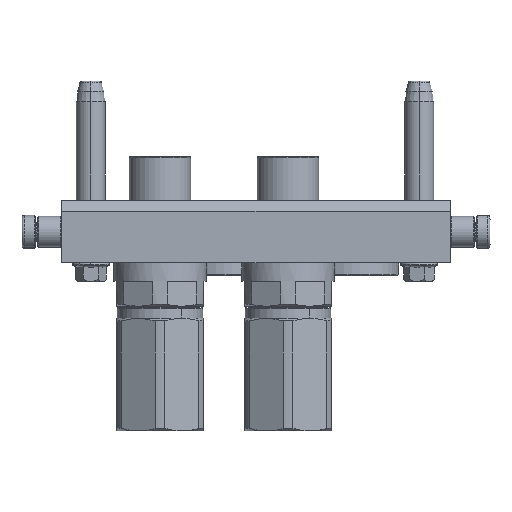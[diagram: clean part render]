
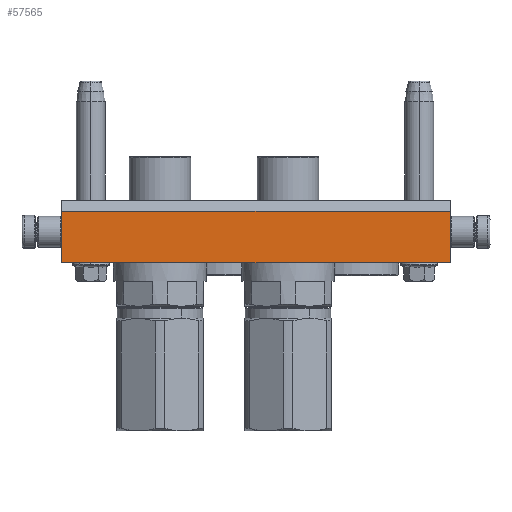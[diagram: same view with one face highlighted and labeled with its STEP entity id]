
A CAD part, left-side view. The second image highlights one B-rep face of the part: STEP entity #57565.
In plain terms, the highlighted face is planar.
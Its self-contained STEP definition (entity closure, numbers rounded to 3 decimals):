
#294 = ORIENTED_EDGE ( 'NONE', *, *, #10606, .F. ) ;
#1495 = CARTESIAN_POINT ( 'NONE',  ( -94., -10., -45. ) ) ;
#1997 = VERTEX_POINT ( 'NONE', #28763 ) ;
#3004 = LINE ( 'NONE', #49822, #39875 ) ;
#4297 = LINE ( 'NONE', #1495, #29604 ) ;
#7184 = LINE ( 'NONE', #16260, #54958 ) ;
#7740 = ORIENTED_EDGE ( 'NONE', *, *, #17683, .F. ) ;
#9416 = CARTESIAN_POINT ( 'NONE',  ( 94., 15., -45. ) ) ;
#10606 = EDGE_CURVE ( 'NONE', #42857, #22246, #7184, .T. ) ;
#12840 = ORIENTED_EDGE ( 'NONE', *, *, #34671, .T. ) ;
#15192 = AXIS2_PLACEMENT_3D ( 'NONE', #18790, #55750, #55948 ) ;
#15428 = DIRECTION ( 'NONE',  ( 0., 1., 0. ) ) ;
#16260 = CARTESIAN_POINT ( 'NONE',  ( -94., -10., -45. ) ) ;
#17125 = EDGE_CURVE ( 'NONE', #49805, #1997, #3004, .T. ) ;
#17683 = EDGE_CURVE ( 'NONE', #22246, #49805, #55498, .T. ) ;
#18790 = CARTESIAN_POINT ( 'NONE',  ( 94., -15., -45. ) ) ;
#19225 = EDGE_LOOP ( 'NONE', ( #12840, #36662, #7740, #294 ) ) ;
#22246 = VERTEX_POINT ( 'NONE', #55390 ) ;
#22981 = VECTOR ( 'NONE', #39880, 1000. ) ;
#28763 = CARTESIAN_POINT ( 'NONE',  ( -94., 15., -45. ) ) ;
#29604 = VECTOR ( 'NONE', #15428, 1000. ) ;
#29968 = DIRECTION ( 'NONE',  ( 1., 0., 0. ) ) ;
#30174 = CARTESIAN_POINT ( 'NONE',  ( 94., -10., -45. ) ) ;
#32691 = PLANE ( 'NONE',  #15192 ) ;
#34671 = EDGE_CURVE ( 'NONE', #42857, #1997, #4297, .T. ) ;
#36662 = ORIENTED_EDGE ( 'NONE', *, *, #17125, .F. ) ;
#39875 = VECTOR ( 'NONE', #49221, 1000. ) ;
#39880 = DIRECTION ( 'NONE',  ( 0., 1., 0. ) ) ;
#41058 = FACE_OUTER_BOUND ( 'NONE', #19225, .T. ) ;
#42857 = VERTEX_POINT ( 'NONE', #55392 ) ;
#49221 = DIRECTION ( 'NONE',  ( -1., 0., 0. ) ) ;
#49805 = VERTEX_POINT ( 'NONE', #9416 ) ;
#49822 = CARTESIAN_POINT ( 'NONE',  ( 94., 15., -45. ) ) ;
#54958 = VECTOR ( 'NONE', #29968, 1000. ) ;
#55390 = CARTESIAN_POINT ( 'NONE',  ( 94., -10., -45. ) ) ;
#55392 = CARTESIAN_POINT ( 'NONE',  ( -94., -10., -45. ) ) ;
#55498 = LINE ( 'NONE', #30174, #22981 ) ;
#55750 = DIRECTION ( 'NONE',  ( 0., 0., -1. ) ) ;
#55948 = DIRECTION ( 'NONE',  ( -1., 0., 0. ) ) ;
#57565 = ADVANCED_FACE ( 'NONE', ( #41058 ), #32691, .T. ) ;
